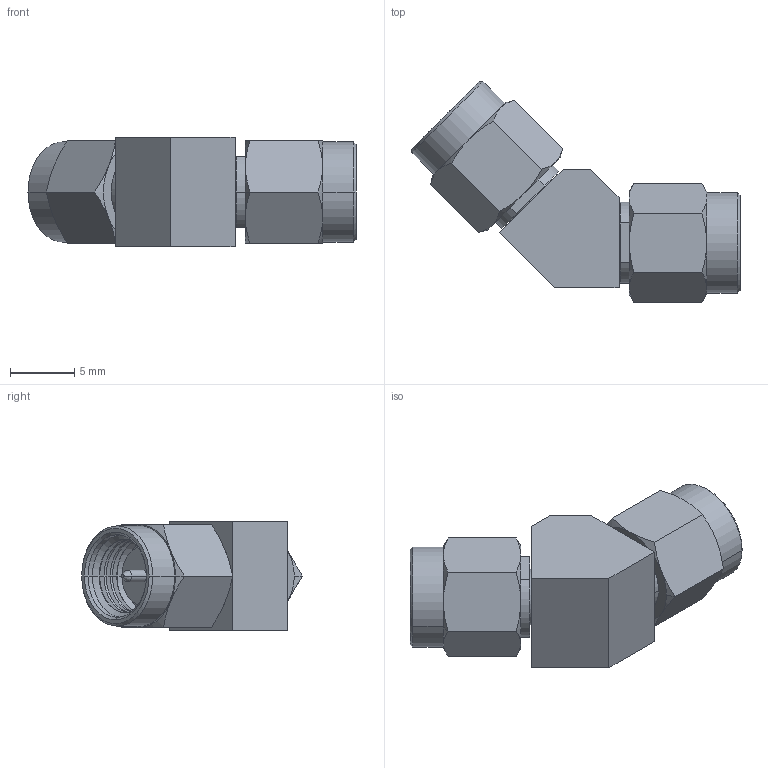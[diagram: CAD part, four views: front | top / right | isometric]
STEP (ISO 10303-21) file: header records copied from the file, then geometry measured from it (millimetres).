
FILE_DESCRIPTION (( 'STEP AP203' ), '1' );
FILE_NAME ('FMAD1593_3D.STEP', '2022-11-29T21:08:11', ( '' ), ( '' ), 'SwSTEP 2.0', 'SolidWorks 2022', '' );
FILE_SCHEMA (( 'CONFIG_CONTROL_DESIGN' ));
Length unit declared in the file: inch
Products named in the file (5): ad45s-a3a3-27_asm.stp; AD45S-A3A8-2-BODY.stp; FMAD1593_3D; AD45S-K3K8-3.stp
Assembly tree (4 placements, depth 3):
  FMAD1593_3D
    ad45s-a3a3-27_asm.stp
      AD45S-K3K8-3.stp
      AD45S-A3A8-2-BODY.stp
      AD45S-A3A8-2-BODY.stp
Bounding box: 25.49 x 17.13 x 8.5 mm (x, y, z)
Volume: 1258.8 mm3; surface area: 1486.2 mm2
Topology: 3 solids, 3 shells, 210 faces, 450 edges, 260 vertices
Faces by surface type: cone 90, cylinder 74, plane 46
Entity records: 6387 total; most frequent: CARTESIAN_POINT 1264, DIRECTION 1054, ORIENTED_EDGE 900, EDGE_CURVE 450, AXIS2_PLACEMENT_3D 434, VERTEX_POINT 260, EDGE_LOOP 224, CIRCLE 216
